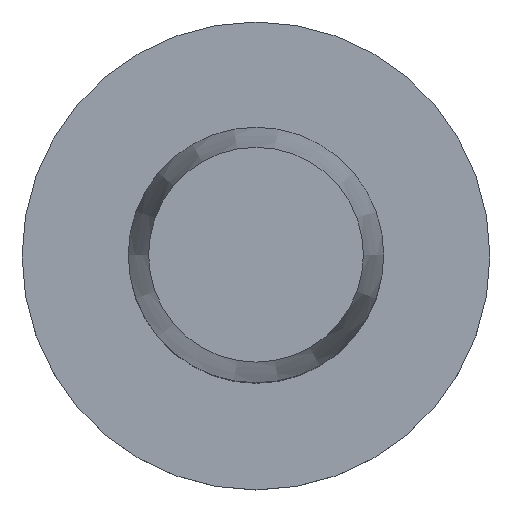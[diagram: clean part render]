
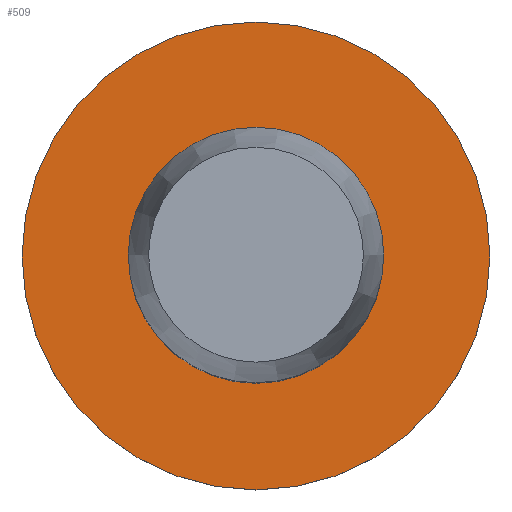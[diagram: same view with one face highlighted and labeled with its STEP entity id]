
A CAD part, top view. The second image highlights one B-rep face of the part: STEP entity #509.
In plain terms, the highlighted planar face has unit normal (0, 0, 1).
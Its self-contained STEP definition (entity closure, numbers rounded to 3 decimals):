
#16=FACE_BOUND('',#83,.T.);
#18=PLANE('',#589);
#52=FACE_OUTER_BOUND('',#82,.T.);
#82=EDGE_LOOP('',(#458));
#83=EDGE_LOOP('',(#459));
#96=CIRCLE('',#554,4.95);
#97=CIRCLE('',#556,9.8);
#213=VERTEX_POINT('',#858);
#214=VERTEX_POINT('',#862);
#266=EDGE_CURVE('',#213,#213,#96,.T.);
#268=EDGE_CURVE('',#214,#214,#97,.T.);
#458=ORIENTED_EDGE('',*,*,#268,.T.);
#459=ORIENTED_EDGE('',*,*,#266,.F.);
#509=ADVANCED_FACE('',(#52,#16),#18,.T.);
#554=AXIS2_PLACEMENT_3D('',#859,#646,#647);
#556=AXIS2_PLACEMENT_3D('',#863,#651,#652);
#589=AXIS2_PLACEMENT_3D('',#1107,#729,#730);
#646=DIRECTION('center_axis',(0.,0.,1.));
#647=DIRECTION('ref_axis',(1.,0.,0.));
#651=DIRECTION('center_axis',(0.,0.,1.));
#652=DIRECTION('ref_axis',(-1.,0.,0.));
#729=DIRECTION('center_axis',(0.,0.,1.));
#730=DIRECTION('ref_axis',(-1.,0.,0.));
#858=CARTESIAN_POINT('',(-4.95,0.,-6.));
#859=CARTESIAN_POINT('Origin',(0.,0.,-6.));
#862=CARTESIAN_POINT('',(9.8,0.,-6.));
#863=CARTESIAN_POINT('Origin',(0.,0.,-6.));
#1107=CARTESIAN_POINT('Origin',(-4.9,0.,-6.));
